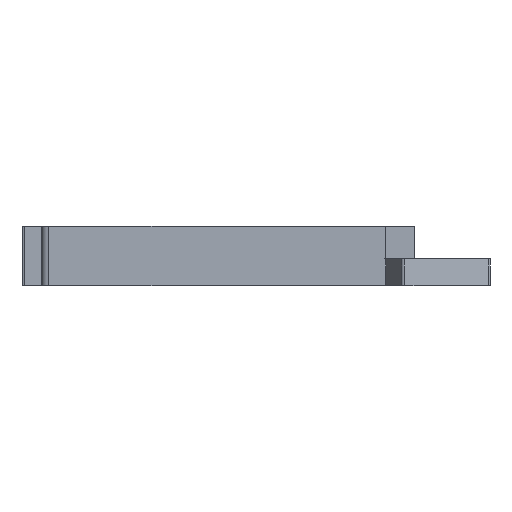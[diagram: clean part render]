
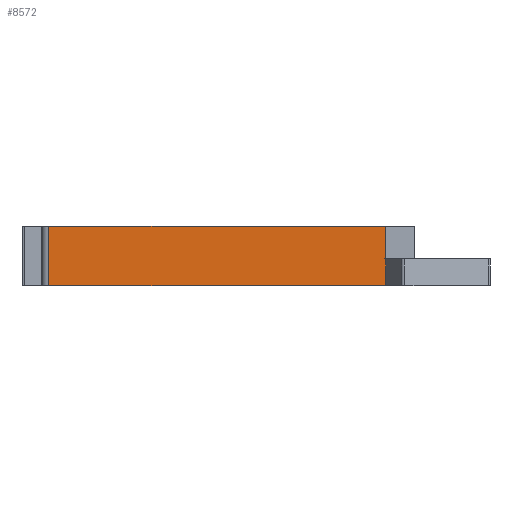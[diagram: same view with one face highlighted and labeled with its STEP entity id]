
A CAD part, left-side view. The second image highlights one B-rep face of the part: STEP entity #8572.
In plain terms, the highlighted planar face has unit normal (-1, 0, 0).
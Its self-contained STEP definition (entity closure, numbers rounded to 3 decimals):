
#538=FACE_OUTER_BOUND('',#1019,.T.);
#1019=EDGE_LOOP('',(#6922,#6923,#6924,#6925,#6926,#6927));
#1597=LINE('',#11846,#2656);
#1791=LINE('',#12959,#2850);
#1845=LINE('',#13095,#2904);
#1851=LINE('',#13110,#2910);
#2017=LINE('',#13585,#3076);
#2018=LINE('',#13586,#3077);
#2656=VECTOR('',#9687,10.);
#2850=VECTOR('',#10041,10.);
#2904=VECTOR('',#10143,10.);
#2910=VECTOR('',#10159,10.);
#3076=VECTOR('',#10547,10.);
#3077=VECTOR('',#10548,10.);
#3645=VERTEX_POINT('',#11843);
#3646=VERTEX_POINT('',#11845);
#3846=VERTEX_POINT('',#12956);
#3847=VERTEX_POINT('',#12958);
#3901=VERTEX_POINT('',#13094);
#3905=VERTEX_POINT('',#13108);
#4536=EDGE_CURVE('',#3646,#3645,#1597,.T.);
#4830=EDGE_CURVE('',#3846,#3847,#1791,.T.);
#4896=EDGE_CURVE('',#3901,#3646,#1845,.T.);
#4904=EDGE_CURVE('',#3905,#3846,#1851,.T.);
#5108=EDGE_CURVE('',#3901,#3905,#2017,.T.);
#5109=EDGE_CURVE('',#3645,#3847,#2018,.T.);
#6922=ORIENTED_EDGE('',*,*,#4904,.F.);
#6923=ORIENTED_EDGE('',*,*,#5108,.F.);
#6924=ORIENTED_EDGE('',*,*,#4896,.T.);
#6925=ORIENTED_EDGE('',*,*,#4536,.T.);
#6926=ORIENTED_EDGE('',*,*,#5109,.T.);
#6927=ORIENTED_EDGE('',*,*,#4830,.F.);
#8135=PLANE('',#9055);
#8572=ADVANCED_FACE('',(#538),#8135,.T.);
#9055=AXIS2_PLACEMENT_3D('',#13584,#10545,#10546);
#9687=DIRECTION('',(0.,1.,0.));
#10041=DIRECTION('',(0.,-1.,0.));
#10143=DIRECTION('',(0.,0.,1.));
#10159=DIRECTION('',(0.,0.,1.));
#10545=DIRECTION('center_axis',(-1.,0.,0.));
#10546=DIRECTION('ref_axis',(0.,-1.,0.));
#10547=DIRECTION('',(0.,1.,0.));
#10548=DIRECTION('',(0.,0.,1.));
#11843=CARTESIAN_POINT('',(162.585,-120.425,3.65));
#11845=CARTESIAN_POINT('',(162.585,-120.425,3.65));
#11846=CARTESIAN_POINT('',(162.585,-70.975,3.65));
#12956=CARTESIAN_POINT('',(162.585,-49.155,10.5));
#12958=CARTESIAN_POINT('',(162.585,-120.425,10.5));
#12959=CARTESIAN_POINT('',(162.585,-47.655,10.5));
#13094=CARTESIAN_POINT('',(162.585,-120.425,-2.));
#13095=CARTESIAN_POINT('',(162.585,-120.425,0.));
#13108=CARTESIAN_POINT('',(162.585,-49.155,-2.));
#13110=CARTESIAN_POINT('',(162.585,-49.155,0.));
#13584=CARTESIAN_POINT('Origin',(162.585,-47.655,0.));
#13585=CARTESIAN_POINT('',(162.585,-47.655,-2.));
#13586=CARTESIAN_POINT('',(162.585,-120.425,0.));
